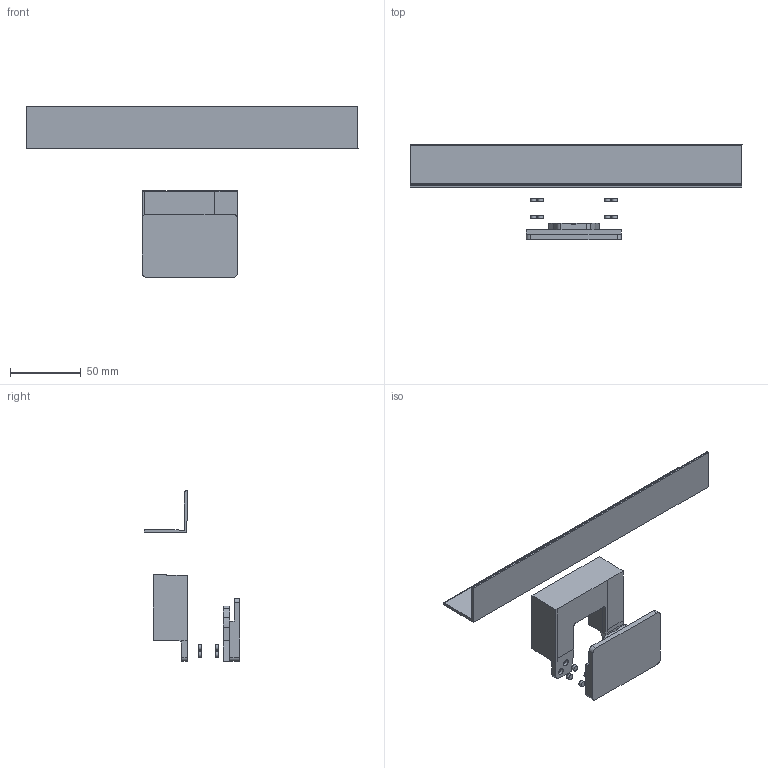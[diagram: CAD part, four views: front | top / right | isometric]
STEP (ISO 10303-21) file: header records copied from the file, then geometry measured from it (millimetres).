
FILE_DESCRIPTION(/* description */ (''),/* implementation_level */ '2;1');
FILE_NAME(/* name */ 'Bed Remover v4.step',/* time_stamp */ '2022-04-14T14:32:15+01:00',/* author */ (''),/* organization */ (''),/* preprocessor_version */ 'ST-DEVELOPER v18.1',/* originating_system */ 'Autodesk Translation Framework v10.14.0.1471',/* authorisation */ '');
FILE_SCHEMA (('AUTOMOTIVE_DESIGN { 1 0 10303 214 3 1 1 }'));
Length unit declared in the file: millimetre
Products named in the file (6): Bed Remover; ScraperDock; Magnets; Bed Scraper; Component3; Magnets (1)
Assembly tree (5 placements, depth 3):
  Bed Remover
    ScraperDock
      Magnets
    Bed Scraper
      Component3
      Magnets (1)
Bounding box: 235 x 67.34 x 120.94 mm (x, y, z)
Volume: 89948.1 mm3; surface area: 49947.7 mm2
Topology: 11 solids, 11 shells, 167 faces, 388 edges, 255 vertices
Faces by surface type: plane 128, cylinder 35, cone 4
Full cylindrical faces by diameter (mm): 4 x8, 4.5 x8
Entity records: 4901 total; most frequent: DIRECTION 827, CARTESIAN_POINT 822, ORIENTED_EDGE 776, EDGE_CURVE 388, LINE 307, VECTOR 307, AXIS2_PLACEMENT_3D 260, VERTEX_POINT 255
